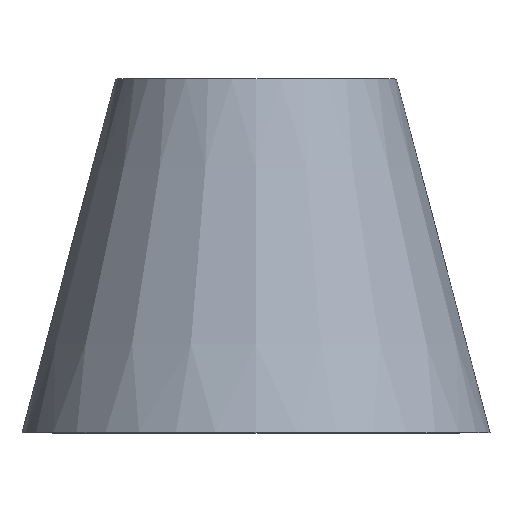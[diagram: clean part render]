
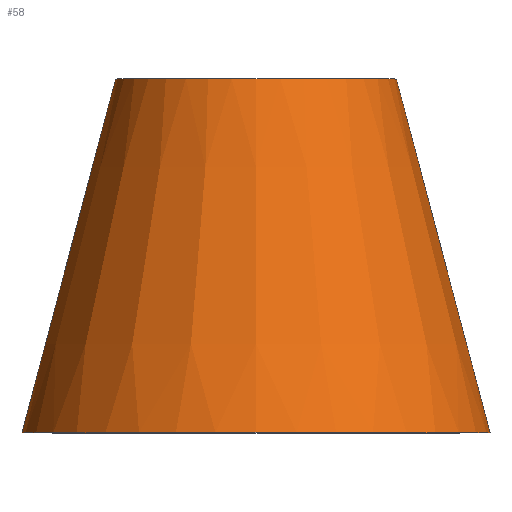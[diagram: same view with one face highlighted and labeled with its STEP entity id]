
A CAD part, top view. The second image highlights one B-rep face of the part: STEP entity #58.
In plain terms, the highlighted conical face has half-angle 14.82 degrees and reference radius 25.4 mm.
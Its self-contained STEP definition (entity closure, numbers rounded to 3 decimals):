
#16=CONICAL_SURFACE('',#74,25.4,14.82);
#20=FACE_BOUND('',#32,.T.);
#24=FACE_OUTER_BOUND('',#31,.T.);
#31=EDGE_LOOP('',(#51));
#32=EDGE_LOOP('',(#52));
#33=CIRCLE('',#68,31.75);
#36=CIRCLE('',#73,19.05);
#37=VERTEX_POINT('',#95);
#40=VERTEX_POINT('',#103);
#41=EDGE_CURVE('',#37,#37,#33,.T.);
#44=EDGE_CURVE('',#40,#40,#36,.T.);
#51=ORIENTED_EDGE('',*,*,#41,.F.);
#52=ORIENTED_EDGE('',*,*,#44,.T.);
#58=ADVANCED_FACE('',(#24,#20),#16,.T.);
#68=AXIS2_PLACEMENT_3D('',#96,#79,#80);
#73=AXIS2_PLACEMENT_3D('',#104,#89,#90);
#74=AXIS2_PLACEMENT_3D('',#105,#91,#92);
#79=DIRECTION('center_axis',(0.,-1.,0.));
#80=DIRECTION('ref_axis',(1.,0.,0.));
#89=DIRECTION('center_axis',(0.,-1.,0.));
#90=DIRECTION('ref_axis',(1.,0.,0.));
#91=DIRECTION('center_axis',(0.,-1.,0.));
#92=DIRECTION('ref_axis',(1.,0.,0.));
#95=CARTESIAN_POINT('',(31.75,0.,0.));
#96=CARTESIAN_POINT('Origin',(0.,0.,
0.));
#103=CARTESIAN_POINT('',(19.05,48.,0.));
#104=CARTESIAN_POINT('Origin',(0.,48.,0.));
#105=CARTESIAN_POINT('Origin',(0.,24.,0.));
